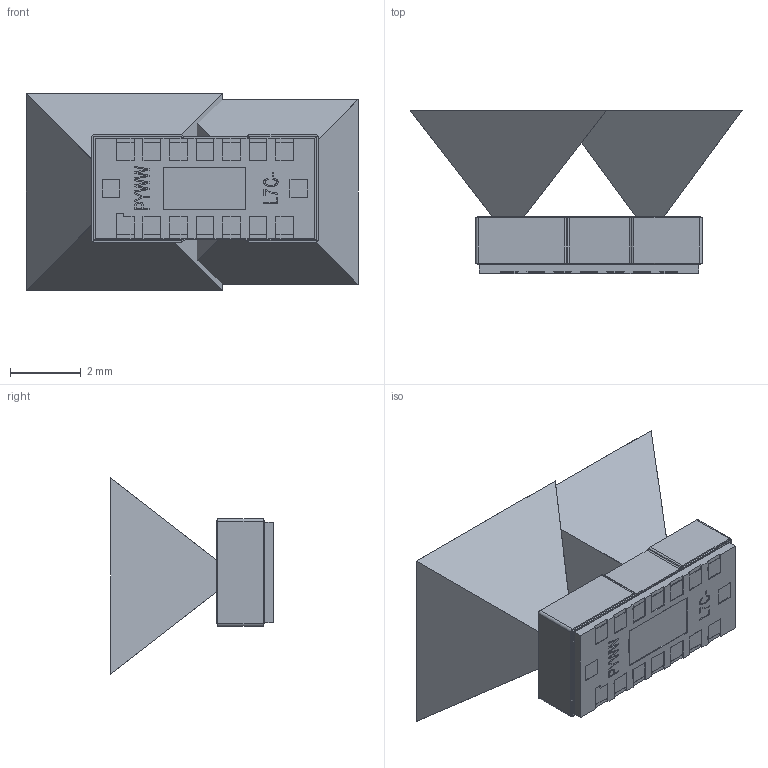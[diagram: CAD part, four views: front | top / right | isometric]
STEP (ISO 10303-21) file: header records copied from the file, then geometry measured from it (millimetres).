
FILE_DESCRIPTION (( 'STEP AP214' ), '1' );
FILE_NAME ('VL53L7_Module_Exclusion Cones_Customer Model_20Sep23.STEP', '2023-09-20T11:21:28', ( '' ), ( '' ), 'SwSTEP 2.0', 'SolidWorks 2022', '' );
FILE_SCHEMA (( 'AUTOMOTIVE_DESIGN' ));
Length unit declared in the file: millimetre
Products named in the file (5): VL53L7 CAP_Customer Model; VL53L7_Tx Exclusion Cone_Tx Exclusion Cone; VL53L7_Module_Exclusion Cones_Customer Model_20Sep23; VL53L7_SUBSTRATE_Customer Model; VL53L7_Rx Exclusion Cone_Rx Exclusion Zone
Assembly tree (4 placements, depth 2):
  VL53L7_Module_Exclusion Cones_Customer Model_20Sep23
    VL53L7_SUBSTRATE_Customer Model
    VL53L7 CAP_Customer Model
    VL53L7_Tx Exclusion Cone_Tx Exclusion Cone
    VL53L7_Rx Exclusion Cone_Rx Exclusion Zone
Bounding box: 9.37 x 4.6 x 5.55 mm (x, y, z)
Volume: 29.1 mm3; surface area: 295.2 mm2
Topology: 4 solids, 5 shells, 422 faces, 1164 edges, 775 vertices
Faces by surface type: plane 319, cylinder 38, cone 35, bspline 30
Entity records: 16312 total; most frequent: CARTESIAN_POINT 4165, ORIENTED_EDGE 2328, DIRECTION 2023, EDGE_CURVE 1164, LINE 937, VECTOR 937, VERTEX_POINT 775, AXIS2_PLACEMENT_3D 543
